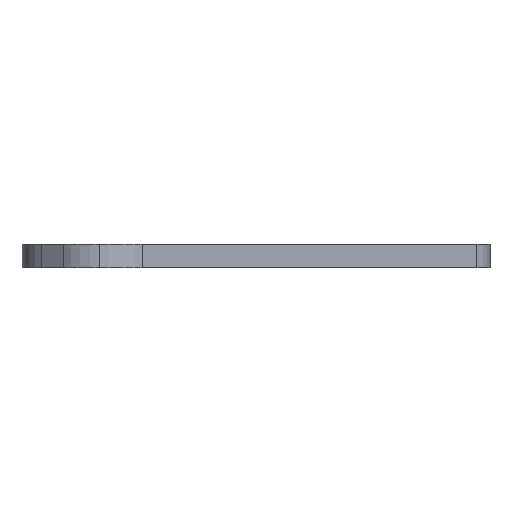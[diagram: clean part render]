
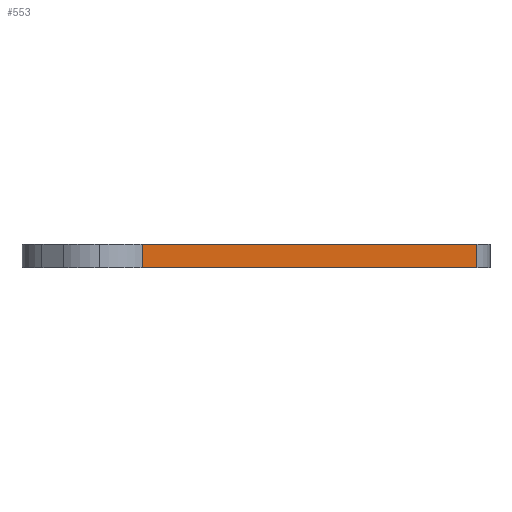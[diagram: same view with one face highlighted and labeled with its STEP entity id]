
A CAD part, left-side view. The second image highlights one B-rep face of the part: STEP entity #553.
In plain terms, the highlighted planar face has unit normal (-0.643, -0.766, 0).
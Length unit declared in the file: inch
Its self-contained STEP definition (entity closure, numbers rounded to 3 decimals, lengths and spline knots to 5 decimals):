
#33 = CARTESIAN_POINT ( 'NONE',  ( -7.00502, 1.68391, 0. ) ) ;
#42 = CARTESIAN_POINT ( 'NONE',  ( -7.00502, 1.68391, 0.125 ) ) ;
#55 = VERTEX_POINT ( 'NONE', #881 ) ;
#113 = ORIENTED_EDGE ( 'NONE', *, *, #385, .T. ) ;
#122 = VERTEX_POINT ( 'NONE', #276 ) ;
#125 = CARTESIAN_POINT ( 'NONE',  ( -6.77521, 1.49107, 0.125 ) ) ;
#147 = DIRECTION ( 'NONE',  ( 0., 0., 1. ) ) ;
#228 = AXIS2_PLACEMENT_3D ( 'NONE', #379, #597, #864 ) ;
#233 = VECTOR ( 'NONE', #147, 39.37008 ) ;
#245 = PLANE ( 'NONE',  #228 ) ;
#276 = CARTESIAN_POINT ( 'NONE',  ( -6.77521, 1.49107, 0.125 ) ) ;
#314 = FACE_OUTER_BOUND ( 'NONE', #887, .T. ) ;
#370 = LINE ( 'NONE', #33, #542 ) ;
#379 = CARTESIAN_POINT ( 'NONE',  ( -7.00502, 1.68391, 0.125 ) ) ;
#385 = EDGE_CURVE ( 'NONE', #122, #55, #541, .T. ) ;
#390 = VERTEX_POINT ( 'NONE', #760 ) ;
#403 = VERTEX_POINT ( 'NONE', #787 ) ;
#409 = VECTOR ( 'NONE', #819, 39.37008 ) ;
#452 = LINE ( 'NONE', #42, #723 ) ;
#457 = EDGE_CURVE ( 'NONE', #403, #390, #573, .T. ) ;
#506 = ORIENTED_EDGE ( 'NONE', *, *, #816, .F. ) ;
#541 = LINE ( 'NONE', #125, #409 ) ;
#542 = VECTOR ( 'NONE', #834, 39.37008 ) ;
#547 = ORIENTED_EDGE ( 'NONE', *, *, #586, .T. ) ;
#553 = ADVANCED_FACE ( 'NONE', ( #314 ), #245, .F. ) ;
#573 = LINE ( 'NONE', #630, #233 ) ;
#586 = EDGE_CURVE ( 'NONE', #55, #403, #370, .T. ) ;
#597 = DIRECTION ( 'NONE',  ( 0.643, 0.766, 0. ) ) ;
#630 = CARTESIAN_POINT ( 'NONE',  ( -4.63495, -0.30481, 0.125 ) ) ;
#649 = DIRECTION ( 'NONE',  ( 0.766, -0.643, 0. ) ) ;
#723 = VECTOR ( 'NONE', #649, 39.37008 ) ;
#760 = CARTESIAN_POINT ( 'NONE',  ( -4.63495, -0.30481, 0.125 ) ) ;
#787 = CARTESIAN_POINT ( 'NONE',  ( -4.63495, -0.30481, 0. ) ) ;
#816 = EDGE_CURVE ( 'NONE', #122, #390, #452, .T. ) ;
#819 = DIRECTION ( 'NONE',  ( 0., 0., -1. ) ) ;
#834 = DIRECTION ( 'NONE',  ( 0.766, -0.643, 0. ) ) ;
#850 = ORIENTED_EDGE ( 'NONE', *, *, #457, .T. ) ;
#864 = DIRECTION ( 'NONE',  ( -0.766, 0.643, 0. ) ) ;
#881 = CARTESIAN_POINT ( 'NONE',  ( -6.77521, 1.49107, 0. ) ) ;
#887 = EDGE_LOOP ( 'NONE', ( #506, #113, #547, #850 ) ) ;
